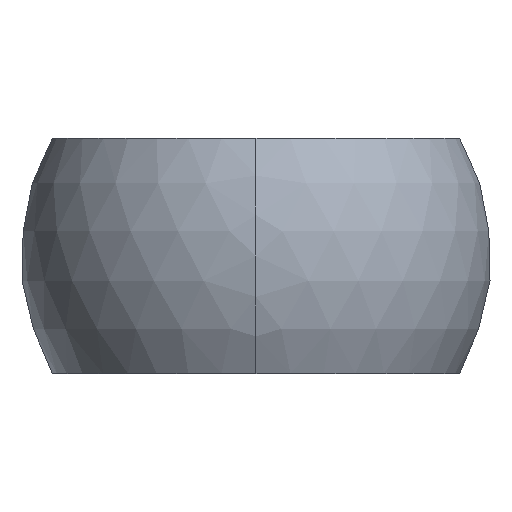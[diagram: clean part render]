
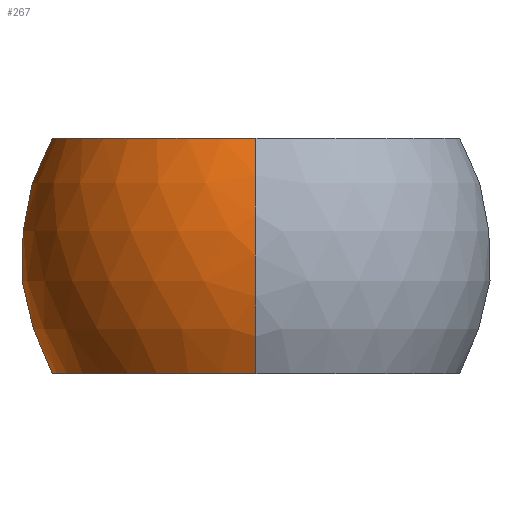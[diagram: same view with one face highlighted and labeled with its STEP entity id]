
A CAD part, left-side view. The second image highlights one B-rep face of the part: STEP entity #267.
In plain terms, the highlighted spherical face has radius 9 mm.
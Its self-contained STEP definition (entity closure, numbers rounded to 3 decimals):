
#127=EDGE_CURVE('',#203,#139,#314,.T.);
#139=VERTEX_POINT('',#330);
#151=EDGE_CURVE('',#161,#203,#343,.T.);
#161=VERTEX_POINT('',#353);
#173=VERTEX_POINT('',#366);
#203=VERTEX_POINT('',#402);
#235=EDGE_CURVE('',#173,#161,#439,.T.);
#245=EDGE_CURVE('',#139,#173,#449,.T.);
#267=ADVANCED_FACE('',(#473),#474,.T.);
#314=CIRCLE('',#522,5.538);
#330=CARTESIAN_POINT('',(7.094,3.229,4.5));
#343=CIRCLE('',#602,7.794);
#353=CARTESIAN_POINT('',(-7.794,0.,-4.5));
#366=CARTESIAN_POINT('',(-7.794,0.,4.5));
#402=CARTESIAN_POINT('',(7.094,3.229,-4.5));
#439=CIRCLE('',#764,9.0);
#449=CIRCLE('',#777,7.794);
#473=FACE_OUTER_BOUND('',#806,.T.);
#474=SPHERICAL_SURFACE('',#807,9.0);
#522=AXIS2_PLACEMENT_3D('',#841,#842,#843);
#602=AXIS2_PLACEMENT_3D('',#887,#888,#889);
#764=AXIS2_PLACEMENT_3D('',#1003,#1004,#1005);
#777=AXIS2_PLACEMENT_3D('',#1012,#1013,#1014);
#806=EDGE_LOOP('',(#1047,#1048,#1049,#1050));
#807=AXIS2_PLACEMENT_3D('',#1051,#1052,#1053);
#841=CARTESIAN_POINT('',(7.094,0.0,0.0));
#842=DIRECTION('',(1.0,0.0,0.0));
#843=DIRECTION('',(0.0,1.0,0.0));
#887=CARTESIAN_POINT('',(0.0,0.0,-4.5));
#888=DIRECTION('',(-0.0,-0.0,-1.0));
#889=DIRECTION('',(0.0,-1.0,0.0));
#1003=CARTESIAN_POINT('',(0.0,0.0,0.0));
#1004=DIRECTION('',(0.,-1.0,0.0));
#1005=DIRECTION('',(0.0,0.0,1.0));
#1012=CARTESIAN_POINT('',(0.0,0.0,4.5));
#1013=DIRECTION('',(0.0,-0.0,1.0));
#1014=DIRECTION('',(0.0,1.0,0.0));
#1047=ORIENTED_EDGE('',*,*,#235,.F.);
#1048=ORIENTED_EDGE('',*,*,#245,.F.);
#1049=ORIENTED_EDGE('',*,*,#127,.F.);
#1050=ORIENTED_EDGE('',*,*,#151,.F.);
#1051=CARTESIAN_POINT('',(0.0,0.0,0.0));
#1052=DIRECTION('',(0.0,0.0,1.0));
#1053=DIRECTION('',(1.0,0.0,0.0));
